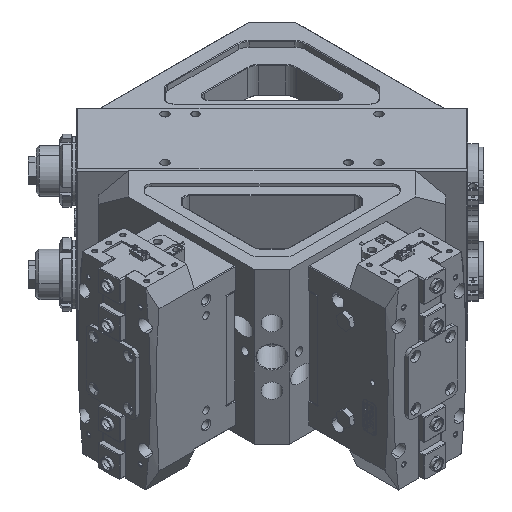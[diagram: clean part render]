
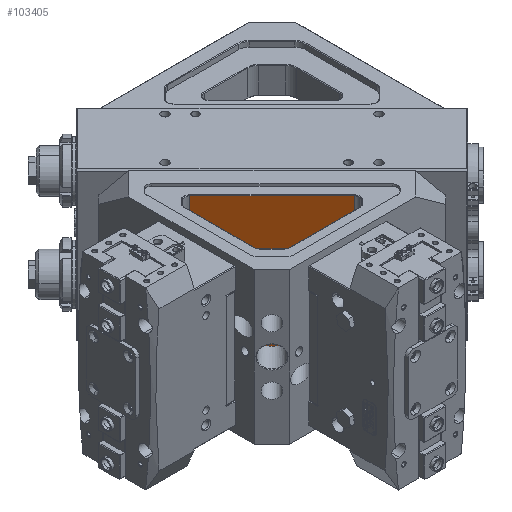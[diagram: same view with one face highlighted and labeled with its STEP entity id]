
A CAD part, isometric view. The second image highlights one B-rep face of the part: STEP entity #103405.
In plain terms, the highlighted planar face has unit normal (-0.707, -0.707, 0).
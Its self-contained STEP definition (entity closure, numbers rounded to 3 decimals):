
#7330 = VERTEX_POINT ( 'NONE', #19925 ) ;
#14097 = EDGE_CURVE ( 'NONE', #61780, #7330, #79673, .T. ) ;
#16567 = EDGE_LOOP ( 'NONE', ( #85315, #105892 ) ) ;
#18744 = CARTESIAN_POINT ( 'NONE',  ( 69.822, 69.822, 0. ) ) ;
#19925 = CARTESIAN_POINT ( 'NONE',  ( 107.825, 31.82, -67.4 ) ) ;
#20104 = AXIS2_PLACEMENT_3D ( 'NONE', #82613, #56143, #38506 ) ;
#20151 = CARTESIAN_POINT ( 'NONE',  ( 31.82, 107.825, 67.4 ) ) ;
#22602 = VERTEX_POINT ( 'NONE', #28534 ) ;
#25642 = EDGE_CURVE ( 'NONE', #90539, #33855, #106964, .T. ) ;
#28534 = CARTESIAN_POINT ( 'NONE',  ( 31.82, 107.825, 67.4 ) ) ;
#29042 = CARTESIAN_POINT ( 'NONE',  ( 31.82, 107.825, -67.4 ) ) ;
#29862 = EDGE_CURVE ( 'NONE', #33855, #90539, #35491, .T. ) ;
#33357 = EDGE_CURVE ( 'NONE', #93439, #22602, #62254, .T. ) ;
#33415 = DIRECTION ( 'NONE',  ( 0.707, 0.707, 0. ) ) ;
#33855 = VERTEX_POINT ( 'NONE', #78354 ) ;
#34479 = EDGE_LOOP ( 'NONE', ( #80581, #84429, #111575, #66247 ) ) ;
#35305 = VECTOR ( 'NONE', #92434, 1000. ) ;
#35491 = CIRCLE ( 'NONE', #36822, 18.5 ) ;
#35969 = DIRECTION ( 'NONE',  ( -0.707, 0.707, 0. ) ) ;
#36822 = AXIS2_PLACEMENT_3D ( 'NONE', #102441, #33415, #85532 ) ;
#38506 = DIRECTION ( 'NONE',  ( -0.707, 0.707, 0. ) ) ;
#38720 = FACE_BOUND ( 'NONE', #16567, .T. ) ;
#43326 = CARTESIAN_POINT ( 'NONE',  ( 107.825, 31.82, 92.1 ) ) ;
#47171 = VECTOR ( 'NONE', #91458, 1000. ) ;
#49681 = FACE_OUTER_BOUND ( 'NONE', #34479, .T. ) ;
#50491 = LINE ( 'NONE', #43326, #83423 ) ;
#52154 = DIRECTION ( 'NONE',  ( 0., 0., -1. ) ) ;
#54732 = EDGE_CURVE ( 'NONE', #93439, #7330, #50491, .T. ) ;
#56143 = DIRECTION ( 'NONE',  ( 0.707, 0.707, 0. ) ) ;
#58646 = LINE ( 'NONE', #75561, #35305 ) ;
#61780 = VERTEX_POINT ( 'NONE', #29042 ) ;
#62254 = LINE ( 'NONE', #20151, #47171 ) ;
#63205 = DIRECTION ( 'NONE',  ( 0.707, 0.707, 0. ) ) ;
#65861 = DIRECTION ( 'NONE',  ( 0.707, -0.707, 0. ) ) ;
#66247 = ORIENTED_EDGE ( 'NONE', *, *, #14097, .T. ) ;
#68477 = CARTESIAN_POINT ( 'NONE',  ( 107.825, 31.82, 67.4 ) ) ;
#75561 = CARTESIAN_POINT ( 'NONE',  ( 31.82, 107.825, 92.1 ) ) ;
#78354 = CARTESIAN_POINT ( 'NONE',  ( 82.904, 56.741, 0. ) ) ;
#79673 = LINE ( 'NONE', #109190, #97519 ) ;
#80581 = ORIENTED_EDGE ( 'NONE', *, *, #54732, .F. ) ;
#82076 = CARTESIAN_POINT ( 'NONE',  ( 56.741, 82.904, 0. ) ) ;
#82613 = CARTESIAN_POINT ( 'NONE',  ( 31.82, 107.825, 92.1 ) ) ;
#83423 = VECTOR ( 'NONE', #52154, 1000. ) ;
#84082 = EDGE_CURVE ( 'NONE', #22602, #61780, #58646, .T. ) ;
#84429 = ORIENTED_EDGE ( 'NONE', *, *, #33357, .T. ) ;
#85315 = ORIENTED_EDGE ( 'NONE', *, *, #29862, .T. ) ;
#85532 = DIRECTION ( 'NONE',  ( -0.707, 0.707, 0. ) ) ;
#90539 = VERTEX_POINT ( 'NONE', #82076 ) ;
#91049 = PLANE ( 'NONE',  #20104 ) ;
#91458 = DIRECTION ( 'NONE',  ( -0.707, 0.707, 0. ) ) ;
#92434 = DIRECTION ( 'NONE',  ( 0., 0., -1. ) ) ;
#93439 = VERTEX_POINT ( 'NONE', #68477 ) ;
#97519 = VECTOR ( 'NONE', #65861, 1000. ) ;
#102441 = CARTESIAN_POINT ( 'NONE',  ( 69.822, 69.822, 0. ) ) ;
#103405 = ADVANCED_FACE ( 'NONE', ( #38720, #49681 ), #91049, .F. ) ;
#105892 = ORIENTED_EDGE ( 'NONE', *, *, #25642, .T. ) ;
#106964 = CIRCLE ( 'NONE', #112879, 18.5 ) ;
#109190 = CARTESIAN_POINT ( 'NONE',  ( 107.825, 31.82, -67.4 ) ) ;
#111575 = ORIENTED_EDGE ( 'NONE', *, *, #84082, .T. ) ;
#112879 = AXIS2_PLACEMENT_3D ( 'NONE', #18744, #63205, #35969 ) ;
